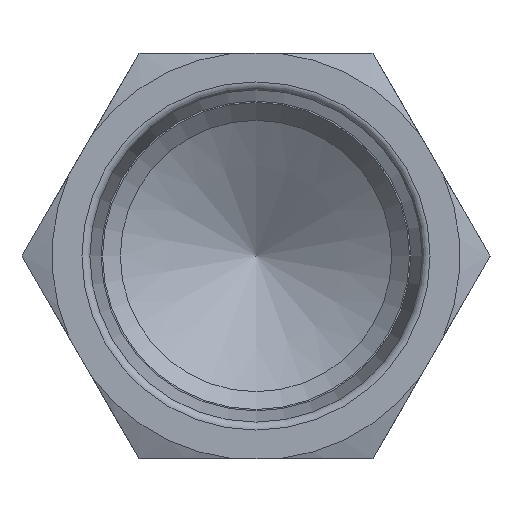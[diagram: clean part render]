
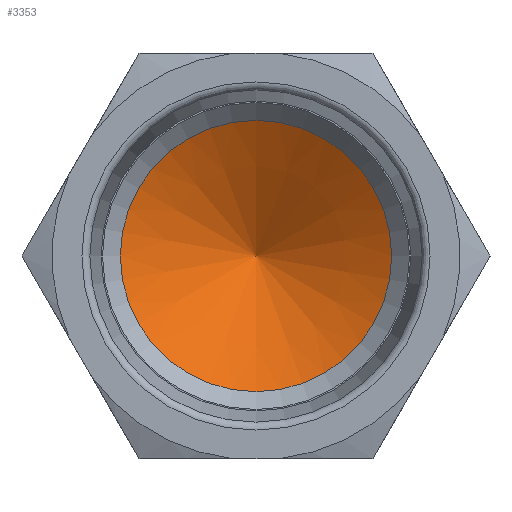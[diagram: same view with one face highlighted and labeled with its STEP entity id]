
A CAD part, left-side view. The second image highlights one B-rep face of the part: STEP entity #3353.
In plain terms, the highlighted conical face has half-angle 59 degrees and reference radius 5.738 mm.
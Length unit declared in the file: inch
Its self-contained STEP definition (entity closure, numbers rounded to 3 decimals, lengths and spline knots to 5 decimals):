
#3330=CARTESIAN_POINT('',(0.65,0.0,0.251));
#3331=VERTEX_POINT('',#3330);
#3332=CARTESIAN_POINT('',(0.65,0.0,0.0));
#3333=DIRECTION('',(-1.0,0.0,0.0));
#3334=DIRECTION('',(0.0,0.0,1.0));
#3335=AXIS2_PLACEMENT_3D('',#3332,#3333,#3334);
#3336=CIRCLE('',#3335,0.251);
#3337=EDGE_CURVE('',#3331,#3331,#3336,.T.);
#3345=CARTESIAN_POINT('',(0.66508,0.,0.));
#3346=DIRECTION('',(-1.0,0.0,0.0));
#3347=DIRECTION('',(0.0,-0.581,-0.814));
#3348=AXIS2_PLACEMENT_3D('',#3345,#3346,#3347);
#3349=CONICAL_SURFACE('',#3348,0.2259,59.);
#3350=ORIENTED_EDGE('',*,*,#3337,.T.);
#3351=EDGE_LOOP('',(#3350));
#3352=FACE_OUTER_BOUND('',#3351,.T.);
#3353=ADVANCED_FACE('',(#3352),#3349,.F.);
